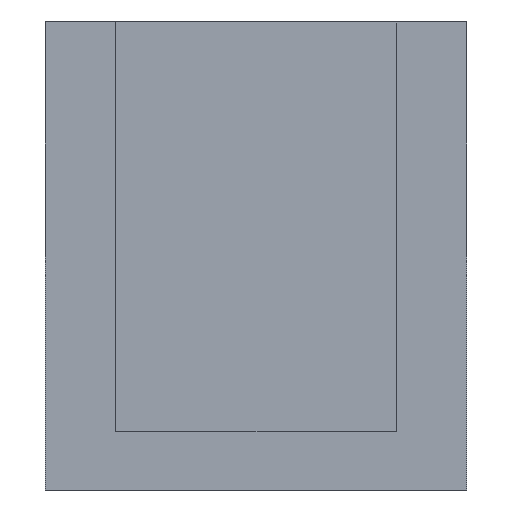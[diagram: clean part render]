
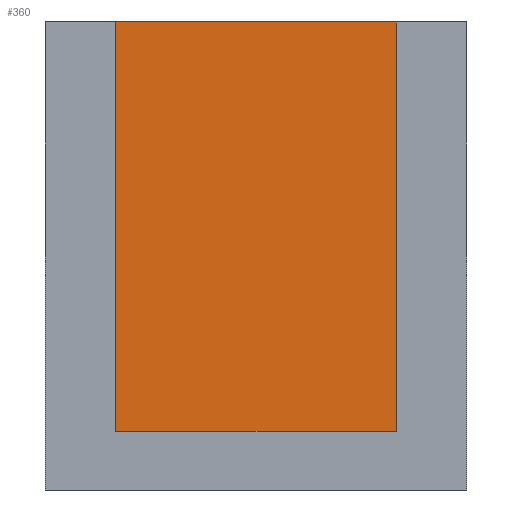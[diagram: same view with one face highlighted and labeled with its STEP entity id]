
A CAD part, front view. The second image highlights one B-rep face of the part: STEP entity #360.
In plain terms, the highlighted planar face has unit normal (0, -1, 0).
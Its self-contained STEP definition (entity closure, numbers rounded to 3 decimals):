
#7 = DIRECTION ( 'NONE',  ( -1., 0., 0. ) ) ;
#17 = DIRECTION ( 'NONE',  ( 0., 0., 1. ) ) ;
#20 = VERTEX_POINT ( 'NONE', #147 ) ;
#24 = VERTEX_POINT ( 'NONE', #65 ) ;
#28 = FACE_OUTER_BOUND ( 'NONE', #102, .T. ) ;
#36 = ORIENTED_EDGE ( 'NONE', *, *, #194, .T. ) ;
#63 = CARTESIAN_POINT ( 'NONE',  ( 1.2, 18.5, 0. ) ) ;
#65 = CARTESIAN_POINT ( 'NONE',  ( 6., 18.5, 0. ) ) ;
#66 = EDGE_CURVE ( 'NONE', #24, #358, #349, .T. ) ;
#102 = EDGE_LOOP ( 'NONE', ( #36, #136, #237, #238 ) ) ;
#107 = DIRECTION ( 'NONE',  ( -1., 0., 0. ) ) ;
#124 = CARTESIAN_POINT ( 'NONE',  ( 1.2, 18.5, 0. ) ) ;
#131 = VECTOR ( 'NONE', #107, 1000. ) ;
#136 = ORIENTED_EDGE ( 'NONE', *, *, #66, .T. ) ;
#147 = CARTESIAN_POINT ( 'NONE',  ( 1.2, 18.5, -7. ) ) ;
#151 = LINE ( 'NONE', #189, #310 ) ;
#157 = EDGE_CURVE ( 'NONE', #183, #20, #291, .T. ) ;
#161 = CARTESIAN_POINT ( 'NONE',  ( 1.2, 18.5, -27.113 ) ) ;
#183 = VERTEX_POINT ( 'NONE', #261 ) ;
#189 = CARTESIAN_POINT ( 'NONE',  ( 6., 18.5, -27.113 ) ) ;
#190 = DIRECTION ( 'NONE',  ( 0., 0., 1. ) ) ;
#194 = EDGE_CURVE ( 'NONE', #183, #24, #151, .T. ) ;
#200 = CARTESIAN_POINT ( 'NONE',  ( 1.2, 18.5, -27.113 ) ) ;
#206 = CARTESIAN_POINT ( 'NONE',  ( 1.2, 18.5, -7. ) ) ;
#210 = EDGE_CURVE ( 'NONE', #20, #358, #300, .T. ) ;
#226 = VECTOR ( 'NONE', #236, 1000. ) ;
#228 = VECTOR ( 'NONE', #7, 1000. ) ;
#236 = DIRECTION ( 'NONE',  ( 0., 0., 1. ) ) ;
#237 = ORIENTED_EDGE ( 'NONE', *, *, #210, .F. ) ;
#238 = ORIENTED_EDGE ( 'NONE', *, *, #157, .F. ) ;
#241 = AXIS2_PLACEMENT_3D ( 'NONE', #161, #354, #190 ) ;
#261 = CARTESIAN_POINT ( 'NONE',  ( 6., 18.5, -7. ) ) ;
#291 = LINE ( 'NONE', #206, #131 ) ;
#300 = LINE ( 'NONE', #200, #226 ) ;
#310 = VECTOR ( 'NONE', #17, 1000. ) ;
#326 = PLANE ( 'NONE',  #241 ) ;
#349 = LINE ( 'NONE', #124, #228 ) ;
#354 = DIRECTION ( 'NONE',  ( 0., 1., 0. ) ) ;
#358 = VERTEX_POINT ( 'NONE', #63 ) ;
#360 = ADVANCED_FACE ( 'NONE', ( #28 ), #326, .F. ) ;
